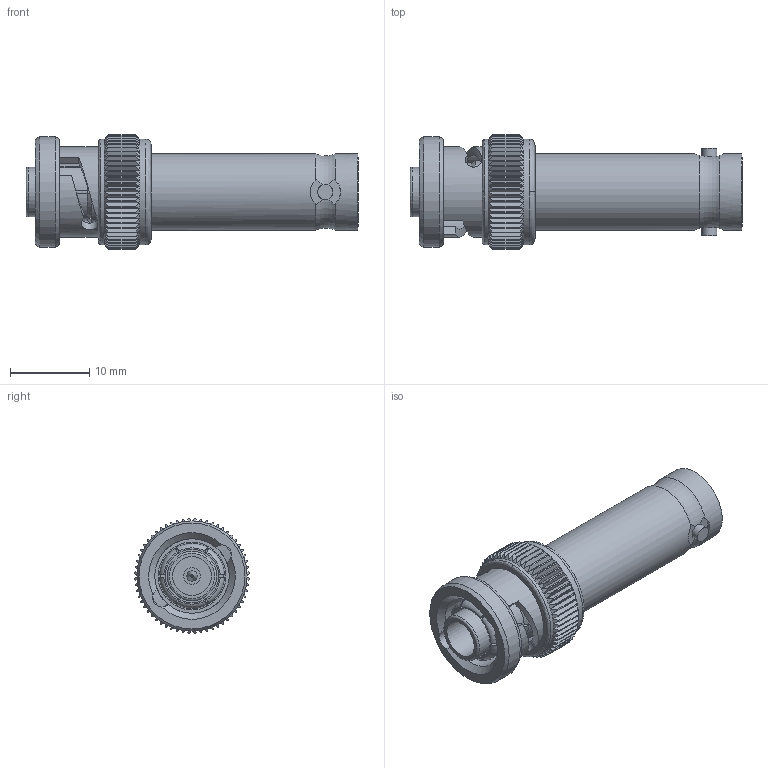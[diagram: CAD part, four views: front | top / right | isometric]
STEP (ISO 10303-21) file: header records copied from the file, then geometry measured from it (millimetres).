
FILE_DESCRIPTION (( 'STEP AP203' ), '1' );
FILE_NAME ('PE9335_3D.step', '2021-04-26T14:44:25', ( '' ), ( '' ), 'SwSTEP 2.0', 'SolidWorks 2020', '' );
FILE_SCHEMA (( 'CONFIG_CONTROL_DESIGN' ));
Length unit declared in the file: inch
Products named in the file (1): PE9335_3D
Bounding box: 41.91 x 14.46 x 14.46 mm (x, y, z)
Volume: 2691.7 mm3; surface area: 4015.8 mm2
Topology: 1 solids, 1 shells, 434 faces, 998 edges, 579 vertices
Faces by surface type: plane 173, cone 133, cylinder 106, bspline 12, torus 10
Full cylindrical faces by diameter (mm): 1.27 x1, 1.334 x1, 1.918 x2, 2.054 x1, 2.083 x1, 2.129 x1, 4.826 x1, 4.879 x1, 6.25 x1, 6.35 x1, 7.877 x1, 8.255 x1, 8.569 x1, 9.395 x1, 9.652 x2, 10.16 x1, 11.395 x1, 13.38 x2, 13.922 x1
Entity records: 13786 total; most frequent: CARTESIAN_POINT 4607, ORIENTED_EDGE 1908, DIRECTION 1842, EDGE_CURVE 954, AXIS2_PLACEMENT_3D 783, VERTEX_POINT 564, EDGE_LOOP 480, FACE_OUTER_BOUND 458
